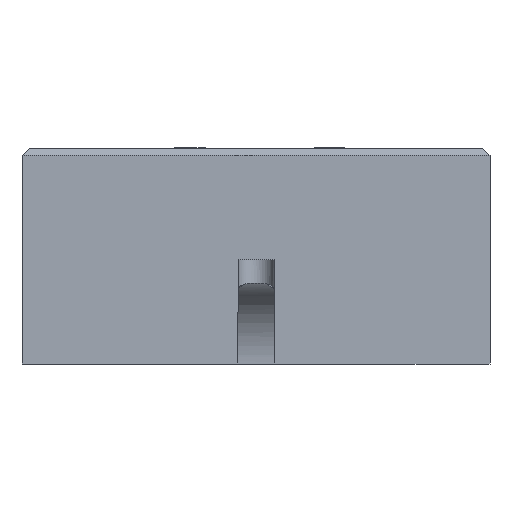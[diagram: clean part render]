
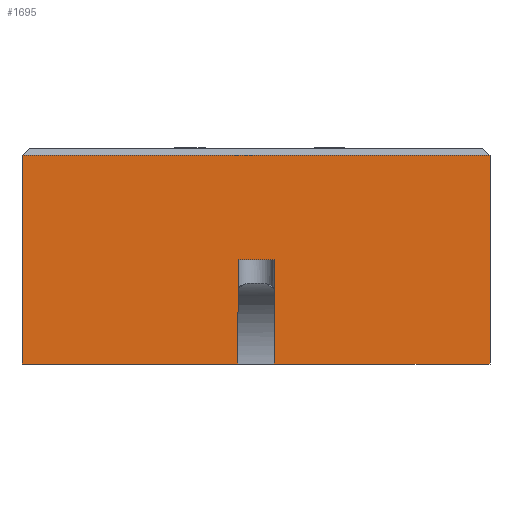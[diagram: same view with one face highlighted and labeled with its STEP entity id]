
A CAD part, front view. The second image highlights one B-rep face of the part: STEP entity #1695.
In plain terms, the highlighted planar face has unit normal (0, -1, 0).
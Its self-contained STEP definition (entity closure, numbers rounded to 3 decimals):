
#72 = DIRECTION ( 'NONE',  ( -1., 0., 0. ) ) ;
#73 = VERTEX_POINT ( 'NONE', #2696 ) ;
#76 = PLANE ( 'NONE',  #885 ) ;
#80 = CARTESIAN_POINT ( 'NONE',  ( 32.5, 0., -12.5 ) ) ;
#107 = CARTESIAN_POINT ( 'NONE',  ( 32.5, 0., -12.5 ) ) ;
#146 = DIRECTION ( 'NONE',  ( 1., 0., 0. ) ) ;
#298 = VERTEX_POINT ( 'NONE', #407 ) ;
#310 = VECTOR ( 'NONE', #146, 1000. ) ;
#348 = VECTOR ( 'NONE', #1098, 1000. ) ;
#353 = CARTESIAN_POINT ( 'NONE',  ( 2.5, 0., -12.5 ) ) ;
#358 = CARTESIAN_POINT ( 'NONE',  ( 2.5, 0., 15. ) ) ;
#401 = CARTESIAN_POINT ( 'NONE',  ( -32.5, 0., 15. ) ) ;
#407 = CARTESIAN_POINT ( 'NONE',  ( -32.5, 0., 44. ) ) ;
#484 = ORIENTED_EDGE ( 'NONE', *, *, #1866, .T. ) ;
#545 = VECTOR ( 'NONE', #3001, 1000. ) ;
#613 = VERTEX_POINT ( 'NONE', #2310 ) ;
#639 = CARTESIAN_POINT ( 'NONE',  ( 32.5, 0., 29.5 ) ) ;
#762 = DIRECTION ( 'NONE',  ( 0., 0., 1. ) ) ;
#834 = CARTESIAN_POINT ( 'NONE',  ( -32.5, 0., -12.5 ) ) ;
#863 = CARTESIAN_POINT ( 'NONE',  ( 32.5, 0., 15. ) ) ;
#873 = VERTEX_POINT ( 'NONE', #863 ) ;
#885 = AXIS2_PLACEMENT_3D ( 'NONE', #107, #1537, #1054 ) ;
#968 = LINE ( 'NONE', #834, #545 ) ;
#971 = EDGE_CURVE ( 'NONE', #3058, #298, #968, .T. ) ;
#997 = FACE_OUTER_BOUND ( 'NONE', #1247, .T. ) ;
#1014 = LINE ( 'NONE', #2704, #2344 ) ;
#1054 = DIRECTION ( 'NONE',  ( 0., 0., -1. ) ) ;
#1065 = EDGE_CURVE ( 'NONE', #873, #1076, #2615, .T. ) ;
#1067 = LINE ( 'NONE', #401, #310 ) ;
#1071 = VECTOR ( 'NONE', #762, 1000. ) ;
#1076 = VERTEX_POINT ( 'NONE', #2406 ) ;
#1086 = EDGE_CURVE ( 'NONE', #1802, #2354, #2800, .T. ) ;
#1098 = DIRECTION ( 'NONE',  ( -1., 0., 0. ) ) ;
#1247 = EDGE_LOOP ( 'NONE', ( #1818, #1271, #1428, #2857, #3033, #484, #1997, #2628 ) ) ;
#1271 = ORIENTED_EDGE ( 'NONE', *, *, #1781, .T. ) ;
#1428 = ORIENTED_EDGE ( 'NONE', *, *, #1065, .T. ) ;
#1537 = DIRECTION ( 'NONE',  ( 0., -1., 0. ) ) ;
#1568 = DIRECTION ( 'NONE',  ( 1., 0., 0. ) ) ;
#1587 = VECTOR ( 'NONE', #2718, 1000. ) ;
#1695 = ADVANCED_FACE ( 'NONE', ( #997 ), #76, .T. ) ;
#1781 = EDGE_CURVE ( 'NONE', #1802, #873, #2645, .T. ) ;
#1800 = EDGE_CURVE ( 'NONE', #2354, #73, #2166, .T. ) ;
#1802 = VERTEX_POINT ( 'NONE', #358 ) ;
#1818 = ORIENTED_EDGE ( 'NONE', *, *, #1086, .F. ) ;
#1866 = EDGE_CURVE ( 'NONE', #3058, #613, #1067, .T. ) ;
#1918 = VECTOR ( 'NONE', #1568, 1000. ) ;
#1961 = CARTESIAN_POINT ( 'NONE',  ( 32.5, 0., 44. ) ) ;
#1997 = ORIENTED_EDGE ( 'NONE', *, *, #2889, .F. ) ;
#2166 = LINE ( 'NONE', #639, #348 ) ;
#2310 = CARTESIAN_POINT ( 'NONE',  ( -2.5, 0., 15. ) ) ;
#2344 = VECTOR ( 'NONE', #2723, 1000. ) ;
#2354 = VERTEX_POINT ( 'NONE', #2861 ) ;
#2406 = CARTESIAN_POINT ( 'NONE',  ( 32.5, 0., 44. ) ) ;
#2422 = EDGE_CURVE ( 'NONE', #1076, #298, #2559, .T. ) ;
#2559 = LINE ( 'NONE', #1961, #3048 ) ;
#2615 = LINE ( 'NONE', #80, #1071 ) ;
#2628 = ORIENTED_EDGE ( 'NONE', *, *, #1800, .F. ) ;
#2645 = LINE ( 'NONE', #2968, #1918 ) ;
#2696 = CARTESIAN_POINT ( 'NONE',  ( -2.5, 0., 29.5 ) ) ;
#2704 = CARTESIAN_POINT ( 'NONE',  ( -2.5, 0., -12.5 ) ) ;
#2718 = DIRECTION ( 'NONE',  ( 0., 0., 1. ) ) ;
#2723 = DIRECTION ( 'NONE',  ( 0., 0., -1. ) ) ;
#2800 = LINE ( 'NONE', #353, #1587 ) ;
#2857 = ORIENTED_EDGE ( 'NONE', *, *, #2422, .T. ) ;
#2861 = CARTESIAN_POINT ( 'NONE',  ( 2.5, 0., 29.5 ) ) ;
#2889 = EDGE_CURVE ( 'NONE', #73, #613, #1014, .T. ) ;
#2968 = CARTESIAN_POINT ( 'NONE',  ( -32.5, 0., 15. ) ) ;
#3001 = DIRECTION ( 'NONE',  ( 0., 0., 1. ) ) ;
#3012 = CARTESIAN_POINT ( 'NONE',  ( -32.5, 0., 15. ) ) ;
#3033 = ORIENTED_EDGE ( 'NONE', *, *, #971, .F. ) ;
#3048 = VECTOR ( 'NONE', #72, 1000. ) ;
#3058 = VERTEX_POINT ( 'NONE', #3012 ) ;
